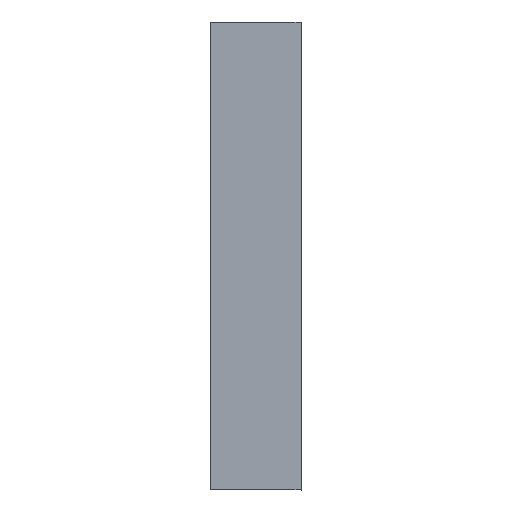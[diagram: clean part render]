
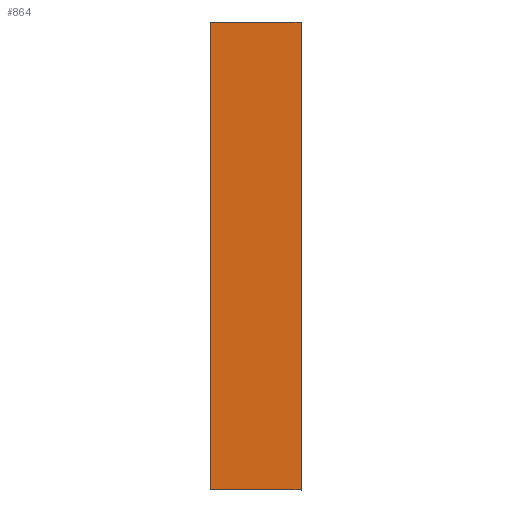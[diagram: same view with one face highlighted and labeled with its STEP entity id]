
A CAD part, left-side view. The second image highlights one B-rep face of the part: STEP entity #864.
In plain terms, the highlighted planar face has unit normal (-1, 0, 0).
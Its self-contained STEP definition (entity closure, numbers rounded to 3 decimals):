
#63=FACE_OUTER_BOUND('',#111,.T.);
#111=EDGE_LOOP('',(#582,#583,#584,#585,#586,#587));
#165=LINE('',#1241,#261);
#178=LINE('',#1292,#274);
#179=LINE('',#1294,#275);
#180=LINE('',#1296,#276);
#181=LINE('',#1298,#277);
#182=LINE('',#1299,#278);
#261=VECTOR('',#1005,10.);
#274=VECTOR('',#1044,10.);
#275=VECTOR('',#1045,10.);
#276=VECTOR('',#1046,10.);
#277=VECTOR('',#1047,10.);
#278=VECTOR('',#1048,10.);
#351=VERTEX_POINT('',#1227);
#357=VERTEX_POINT('',#1239);
#382=VERTEX_POINT('',#1291);
#383=VERTEX_POINT('',#1293);
#384=VERTEX_POINT('',#1295);
#385=VERTEX_POINT('',#1297);
#437=EDGE_CURVE('',#351,#357,#165,.T.);
#462=EDGE_CURVE('',#382,#357,#178,.T.);
#463=EDGE_CURVE('',#382,#383,#179,.T.);
#464=EDGE_CURVE('',#383,#384,#180,.T.);
#465=EDGE_CURVE('',#384,#385,#181,.T.);
#466=EDGE_CURVE('',#385,#351,#182,.T.);
#582=ORIENTED_EDGE('',*,*,#437,.T.);
#583=ORIENTED_EDGE('',*,*,#462,.F.);
#584=ORIENTED_EDGE('',*,*,#463,.T.);
#585=ORIENTED_EDGE('',*,*,#464,.T.);
#586=ORIENTED_EDGE('',*,*,#465,.T.);
#587=ORIENTED_EDGE('',*,*,#466,.T.);
#791=PLANE('',#941);
#864=ADVANCED_FACE('',(#63),#791,.F.);
#941=AXIS2_PLACEMENT_3D('',#1290,#1042,#1043);
#1005=DIRECTION('',(0.,0.,1.));
#1042=DIRECTION('center_axis',(1.,0.,0.));
#1043=DIRECTION('ref_axis',(0.,0.,1.));
#1044=DIRECTION('',(0.,-1.,0.));
#1045=DIRECTION('',(0.,1.,0.));
#1046=DIRECTION('',(0.,0.,-1.));
#1047=DIRECTION('',(0.,-1.,0.));
#1048=DIRECTION('',(0.,-1.,0.));
#1227=CARTESIAN_POINT('',(-89.065,0.,-240.));
#1239=CARTESIAN_POINT('',(-89.065,0.,0.));
#1241=CARTESIAN_POINT('',(-89.065,0.,-120.));
#1290=CARTESIAN_POINT('Origin',(-89.065,-19.641,-120.));
#1291=CARTESIAN_POINT('',(-89.065,3.5,0.));
#1292=CARTESIAN_POINT('',(-89.065,-8.07,0.));
#1293=CARTESIAN_POINT('',(-89.065,46.962,0.));
#1294=CARTESIAN_POINT('',(-89.065,-86.244,0.));
#1295=CARTESIAN_POINT('',(-89.065,46.962,-240.));
#1296=CARTESIAN_POINT('',(-89.065,46.962,0.));
#1297=CARTESIAN_POINT('',(-89.065,3.5,-240.));
#1298=CARTESIAN_POINT('',(-89.065,46.962,-240.));
#1299=CARTESIAN_POINT('',(-89.065,-11.195,-240.));
